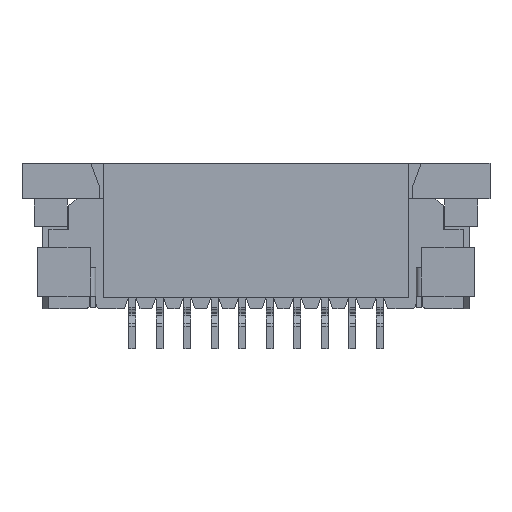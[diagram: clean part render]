
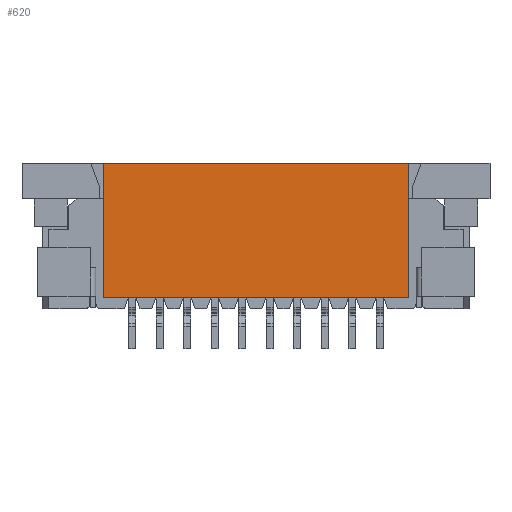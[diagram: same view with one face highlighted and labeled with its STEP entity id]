
A CAD part, front view. The second image highlights one B-rep face of the part: STEP entity #620.
In plain terms, the highlighted planar face has unit normal (0, -1, 0).
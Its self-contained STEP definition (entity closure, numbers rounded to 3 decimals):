
#620 = ADVANCED_FACE( '', ( #1252 ), #1253, .F. );
#1252 = FACE_OUTER_BOUND( '', #1997, .T. );
#1253 = PLANE( '', #1998 );
#1997 = EDGE_LOOP( '', ( #4482, #4483, #4484, #4485 ) );
#1998 = AXIS2_PLACEMENT_3D( '', #4486, #4487, #4488 );
#4482 = ORIENTED_EDGE( '', *, *, #5708, .T. );
#4483 = ORIENTED_EDGE( '', *, *, #6222, .F. );
#4484 = ORIENTED_EDGE( '', *, *, #6225, .F. );
#4485 = ORIENTED_EDGE( '', *, *, #5686, .T. );
#4486 = CARTESIAN_POINT( '', ( 5.55, 0., 5.3 ) );
#4487 = DIRECTION( '', ( 0., 1., 0. ) );
#4488 = DIRECTION( '', ( 0., 0., 1. ) );
#5686 = EDGE_CURVE( '', #6926, #6924, #6927, .T. );
#5708 = EDGE_CURVE( '', #6924, #6964, #6966, .T. );
#6222 = EDGE_CURVE( '', #7774, #6964, #7775, .T. );
#6225 = EDGE_CURVE( '', #6926, #7774, #7778, .T. );
#6924 = VERTEX_POINT( '', #8890 );
#6926 = VERTEX_POINT( '', #8893 );
#6927 = LINE( '', #8894, #8895 );
#6964 = VERTEX_POINT( '', #8952 );
#6966 = LINE( '', #8955, #8956 );
#7774 = VERTEX_POINT( '', #10269 );
#7775 = LINE( '', #10270, #10271 );
#7778 = LINE( '', #10276, #10277 );
#8890 = CARTESIAN_POINT( '', ( -5.55, 0., 5.3 ) );
#8893 = CARTESIAN_POINT( '', ( 5.55, 0., 5.3 ) );
#8894 = CARTESIAN_POINT( '', ( 5.55, 0., 5.3 ) );
#8895 = VECTOR( '', #11160, 1000. );
#8952 = CARTESIAN_POINT( '', ( -5.55, 0., 0.4 ) );
#8955 = CARTESIAN_POINT( '', ( -5.55, 0., 5.3 ) );
#8956 = VECTOR( '', #11182, 1000. );
#10269 = CARTESIAN_POINT( '', ( 5.55, 0., 0.4 ) );
#10270 = CARTESIAN_POINT( '', ( 5.55, 0., 0.4 ) );
#10271 = VECTOR( '', #11712, 1000. );
#10276 = CARTESIAN_POINT( '', ( 5.55, 0., 5.3 ) );
#10277 = VECTOR( '', #11715, 1000. );
#11160 = DIRECTION( '', ( -1., 0., 0. ) );
#11182 = DIRECTION( '', ( 0., 0., -1. ) );
#11712 = DIRECTION( '', ( -1., 0., 0. ) );
#11715 = DIRECTION( '', ( 0., 0., -1. ) );
